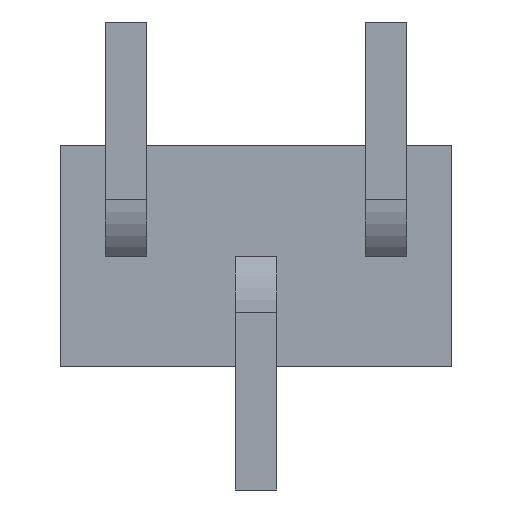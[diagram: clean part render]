
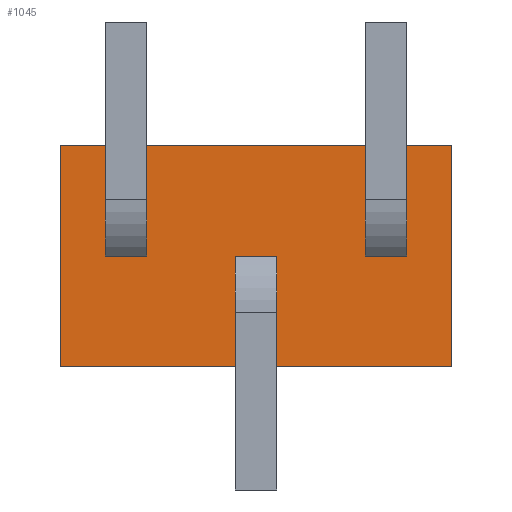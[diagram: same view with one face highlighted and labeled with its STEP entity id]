
A CAD part, front view. The second image highlights one B-rep face of the part: STEP entity #1045.
In plain terms, the highlighted planar face has unit normal (0, -1, 0).
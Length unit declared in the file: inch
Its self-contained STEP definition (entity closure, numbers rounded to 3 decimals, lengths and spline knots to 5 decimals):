
#334=ORIENTED_EDGE('',*,*,#467,.F.);
#335=ORIENTED_EDGE('',*,*,#477,.F.);
#336=ORIENTED_EDGE('',*,*,#474,.F.);
#337=ORIENTED_EDGE('',*,*,#471,.F.);
#467=EDGE_CURVE('',#561,#562,#684,.T.);
#471=EDGE_CURVE('',#562,#565,#688,.T.);
#474=EDGE_CURVE('',#565,#567,#691,.T.);
#477=EDGE_CURVE('',#567,#561,#694,.T.);
#561=VERTEX_POINT('',#1702);
#562=VERTEX_POINT('',#1703);
#565=VERTEX_POINT('',#1711);
#567=VERTEX_POINT('',#1717);
#684=LINE('',#1701,#811);
#688=LINE('',#1710,#815);
#691=LINE('',#1716,#818);
#694=LINE('',#1722,#821);
#811=VECTOR('',#1411,39.37008);
#815=VECTOR('',#1417,39.37008);
#818=VECTOR('',#1422,39.37008);
#821=VECTOR('',#1427,39.37008);
#879=EDGE_LOOP('',(#334,#335,#336,#337));
#936=FACE_BOUND('',#879,.T.);
#988=PLANE('',#1156);
#1045=ADVANCED_FACE('',(#936),#988,.F.);
#1156=AXIS2_PLACEMENT_3D('',#1725,#1431,#1432);
#1411=DIRECTION('',(0.,0.,1.));
#1417=DIRECTION('',(1.,0.,0.));
#1422=DIRECTION('',(0.,0.,-1.));
#1427=DIRECTION('',(-1.,0.,0.));
#1431=DIRECTION('',(0.,1.,0.));
#1432=DIRECTION('',(0.,0.,1.));
#1701=CARTESIAN_POINT('',(-0.075,0.,-0.0425));
#1702=CARTESIAN_POINT('',(-0.075,0.,-0.0425));
#1703=CARTESIAN_POINT('',(-0.075,0.,0.0425));
#1710=CARTESIAN_POINT('',(-0.075,0.,0.0425));
#1711=CARTESIAN_POINT('',(0.075,0.,0.0425));
#1716=CARTESIAN_POINT('',(0.075,0.,0.0425));
#1717=CARTESIAN_POINT('',(0.075,0.,-0.0425));
#1722=CARTESIAN_POINT('',(0.075,0.,-0.0425));
#1725=CARTESIAN_POINT('',(0.,0.,0.));
